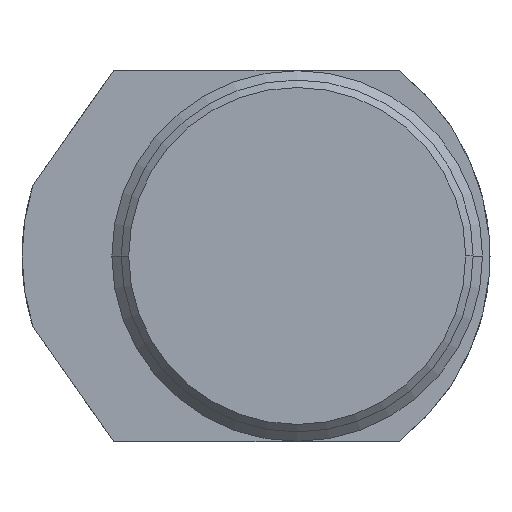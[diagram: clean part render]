
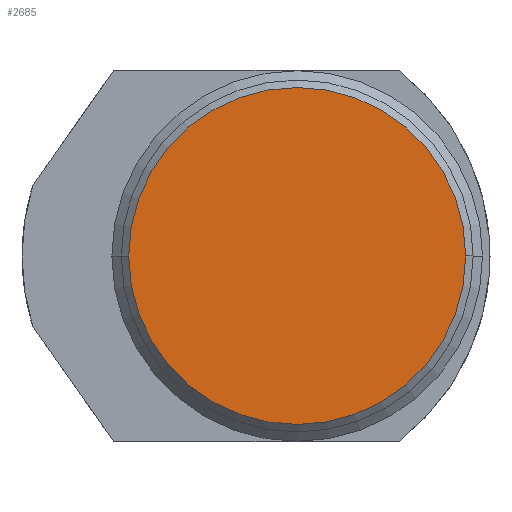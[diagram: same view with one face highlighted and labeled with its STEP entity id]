
A CAD part, left-side view. The second image highlights one B-rep face of the part: STEP entity #2685.
In plain terms, the highlighted planar face has unit normal (-1, 0, 0).
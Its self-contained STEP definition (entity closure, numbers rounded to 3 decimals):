
#781=CARTESIAN_POINT('',(-60.147,-4.191,0.));
#782=DIRECTION('',(-1.,0.,0.));
#783=DIRECTION('',(0.,1.,0.));
#784=AXIS2_PLACEMENT_3D('',#781,#782,#783);
#811=CARTESIAN_POINT('',(-60.147,-4.191,0.));
#812=DIRECTION('',(1.,0.,0.));
#813=DIRECTION('',(0.,1.,0.));
#814=AXIS2_PLACEMENT_3D('',#811,#812,#813);
#1925=CARTESIAN_POINT('',(-60.147,12.954,0.));
#1926=CARTESIAN_POINT('',(-60.147,-21.336,0.));
#1927=VERTEX_POINT('',#1925);
#1928=VERTEX_POINT('',#1926);
#2675=CARTESIAN_POINT('',(-60.147,0.,0.));
#2676=DIRECTION('',(1.,0.,0.));
#2677=DIRECTION('',(0.,0.,-1.));
#2678=AXIS2_PLACEMENT_3D('',#2675,#2676,#2677);
#2679=PLANE('',#2678);
#2680=ORIENTED_EDGE('',*,*,#2665,.F.);
#2682=ORIENTED_EDGE('',*,*,#2681,.T.);
#2683=EDGE_LOOP('',(#2680,#2682));
#2684=FACE_OUTER_BOUND('',#2683,.F.);
#785=CIRCLE('',#784,17.145);
#815=CIRCLE('',#814,17.145);
#2665=EDGE_CURVE('',#1927,#1928,#785,.T.);
#2681=EDGE_CURVE('',#1927,#1928,#815,.T.);
#2685=ADVANCED_FACE('',(#2684),#2679,.F.);
